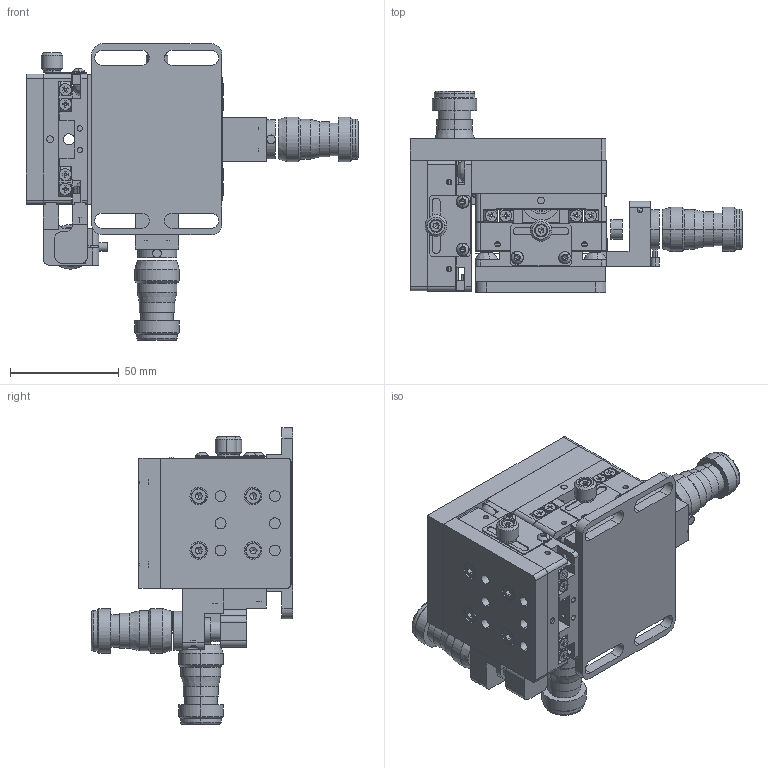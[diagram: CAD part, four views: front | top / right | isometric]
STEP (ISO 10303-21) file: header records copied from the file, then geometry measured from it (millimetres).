
FILE_DESCRIPTION (( 'STEP AP203' ), '1' );
FILE_NAME ('06FAS-3LN.STEP', '2020-04-14T09:57:07', ( '' ), ( '' ), 'SwSTEP 2.0', 'SolidWorks 2016', '' );
FILE_SCHEMA (( 'CONFIG_CONTROL_DESIGN' ));
Products named in the file (1): 06FAS-3LN
Bounding box: 152.8 x 92.7 x 136.5 mm (x, y, z)
Surface area: 126971 mm2 (no closed solid volume)
Topology: 0 solids, 114 shells, 1483 faces, 5009 edges, 3518 vertices
Faces by surface type: plane 870, cylinder 365, cone 136, bspline 60, torus 44, sphere 8
Entity records: 58538 total; most frequent: CARTESIAN_POINT 15911, DIRECTION 8814, ORIENTED_EDGE 7743, EDGE_CURVE 4965, VERTEX_POINT 3518, LINE 3014, VECTOR 3014, AXIS2_PLACEMENT_3D 2900
